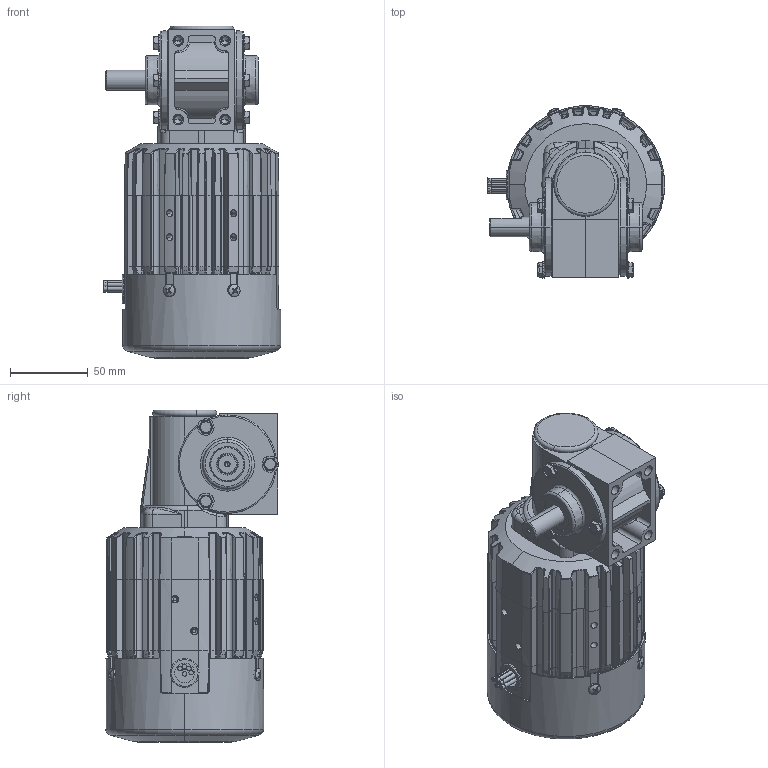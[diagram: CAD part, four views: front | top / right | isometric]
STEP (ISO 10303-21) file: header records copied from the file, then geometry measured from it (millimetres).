
FILE_DESCRIPTION (( 'STEP AP203' ), '1' );
FILE_NAME ('INFM0142.STEP', '2013-04-08T16:14:10', ( 'Admin' ), ( 'Bodine Electric Company' ), 'SwSTEP 2.0', 'SolidWorks 2012', '' );
FILE_SCHEMA (( 'CONFIG_CONTROL_DESIGN' ));
Products named in the file (1): INFM0142
Bounding box: 114.28 x 111.3 x 214.02 mm (x, y, z)
Volume: 830667.3 mm3; surface area: 212774.6 mm2
Topology: 33 solids, 34 shells, 2464 faces, 6149 edges, 3724 vertices
Faces by surface type: plane 786, bspline 630, cylinder 550, cone 257, torus 229, sphere 12
Entity records: 96580 total; most frequent: CARTESIAN_POINT 42743, ORIENTED_EDGE 12126, DIRECTION 10286, EDGE_CURVE 6063, AXIS2_PLACEMENT_3D 4284, VERTEX_POINT 3724, EDGE_LOOP 2595, FACE_OUTER_BOUND 2464
